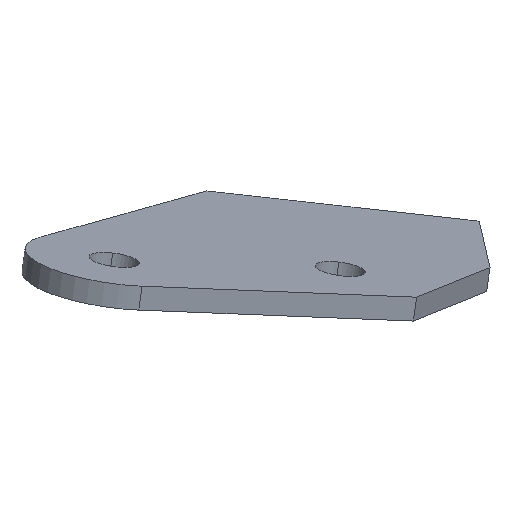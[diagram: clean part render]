
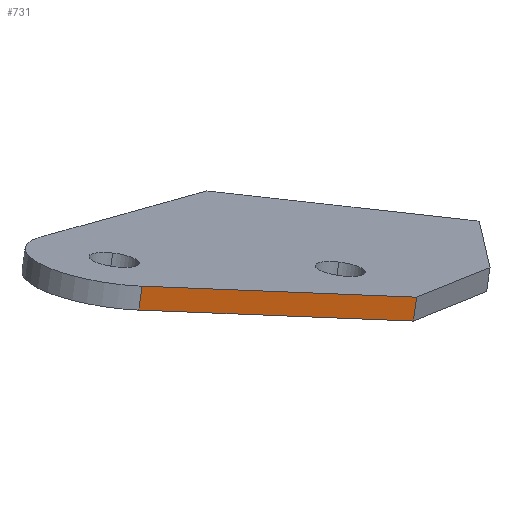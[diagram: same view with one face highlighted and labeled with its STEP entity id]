
A CAD part, isometric view. The second image highlights one B-rep face of the part: STEP entity #731.
In plain terms, the highlighted planar face has unit normal (-0.422, -0.861, 0.284).
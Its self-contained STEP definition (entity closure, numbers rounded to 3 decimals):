
#32 = PLANE('',#33);
#33 = AXIS2_PLACEMENT_3D('',#34,#35,#36);
#34 = CARTESIAN_POINT('',(97.998,-29.549,
    -32.932));
#35 = DIRECTION('',(0.332,0.145,0.932));
#36 = DIRECTION('',(0.621,0.71,-0.332));
#73 = CYLINDRICAL_SURFACE('',#74,18.);
#74 = AXIS2_PLACEMENT_3D('',#75,#76,#77);
#75 = CARTESIAN_POINT('',(-29.625,10.634,6.198)
  );
#76 = DIRECTION('',(0.332,0.145,0.932));
#77 = DIRECTION('',(0.621,0.71,-0.332));
#108 = VERTEX_POINT('',#109);
#109 = CARTESIAN_POINT('',(-37.225,-4.859,
    11.316));
#153 = EDGE_CURVE('',#108,#154,#156,.T.);
#154 = VERTEX_POINT('',#155);
#155 = CARTESIAN_POINT('',(11.99,-33.316,
    -1.753));
#156 = SURFACE_CURVE('',#157,(#161,#168),.PCURVE_S1.);
#157 = LINE('',#158,#159);
#158 = CARTESIAN_POINT('',(-37.225,-4.859,
    11.316));
#159 = VECTOR('',#160,1.);
#160 = DIRECTION('',(0.844,-0.488,-0.224));
#161 = PCURVE('',#32,#162);
#162 = DEFINITIONAL_REPRESENTATION('',(#163),#167);
#163 = LINE('',#164,#165);
#164 = CARTESIAN_POINT('',(-81.12,119.467));
#165 = VECTOR('',#166,1.);
#166 = DIRECTION('',(0.252,-0.968));
#167 = ( GEOMETRIC_REPRESENTATION_CONTEXT(2) 
PARAMETRIC_REPRESENTATION_CONTEXT() REPRESENTATION_CONTEXT('2D SPACE',''
  ) );
#168 = PCURVE('',#169,#174);
#169 = PLANE('',#170);
#170 = AXIS2_PLACEMENT_3D('',#171,#172,#173);
#171 = CARTESIAN_POINT('',(-37.225,-4.859,
    11.316));
#172 = DIRECTION('',(-0.422,-0.861,0.284));
#173 = DIRECTION('',(0.844,-0.488,-0.224));
#174 = DEFINITIONAL_REPRESENTATION('',(#175),#179);
#175 = LINE('',#176,#177);
#176 = CARTESIAN_POINT('',(0.,0.));
#177 = VECTOR('',#178,1.);
#178 = DIRECTION('',(1.,0.));
#179 = ( GEOMETRIC_REPRESENTATION_CONTEXT(2) 
PARAMETRIC_REPRESENTATION_CONTEXT() REPRESENTATION_CONTEXT('2D SPACE',''
  ) );
#197 = PLANE('',#198);
#198 = AXIS2_PLACEMENT_3D('',#199,#200,#201);
#199 = CARTESIAN_POINT('',(11.99,-33.316,
    -1.753));
#200 = DIRECTION('',(0.298,-0.954,0.043));
#201 = DIRECTION('',(0.895,0.264,-0.359));
#530 = PLANE('',#531);
#531 = AXIS2_PLACEMENT_3D('',#532,#533,#534);
#532 = CARTESIAN_POINT('',(99.656,-28.823,-28.271
    ));
#533 = DIRECTION('',(0.332,0.145,0.932));
#534 = DIRECTION('',(0.621,0.71,-0.332));
#687 = EDGE_CURVE('',#688,#154,#690,.T.);
#688 = VERTEX_POINT('',#689);
#689 = CARTESIAN_POINT('',(13.648,-32.589,2.908)
  );
#690 = SURFACE_CURVE('',#691,(#695,#702),.PCURVE_S1.);
#691 = LINE('',#692,#693);
#692 = CARTESIAN_POINT('',(13.648,-32.589,2.908)
  );
#693 = VECTOR('',#694,1.);
#694 = DIRECTION('',(-0.332,-0.145,-0.932));
#695 = PCURVE('',#197,#696);
#696 = DEFINITIONAL_REPRESENTATION('',(#697),#701);
#697 = LINE('',#698,#699);
#698 = CARTESIAN_POINT('',(0.,5.));
#699 = VECTOR('',#700,1.);
#700 = DIRECTION('',(0.,-1.));
#701 = ( GEOMETRIC_REPRESENTATION_CONTEXT(2) 
PARAMETRIC_REPRESENTATION_CONTEXT() REPRESENTATION_CONTEXT('2D SPACE',''
  ) );
#702 = PCURVE('',#169,#703);
#703 = DEFINITIONAL_REPRESENTATION('',(#704),#708);
#704 = LINE('',#705,#706);
#705 = CARTESIAN_POINT('',(58.333,5.));
#706 = VECTOR('',#707,1.);
#707 = DIRECTION('',(0.,-1.));
#708 = ( GEOMETRIC_REPRESENTATION_CONTEXT(2) 
PARAMETRIC_REPRESENTATION_CONTEXT() REPRESENTATION_CONTEXT('2D SPACE',''
  ) );
#731 = ADVANCED_FACE('',(#732),#169,.T.);
#732 = FACE_BOUND('',#733,.F.);
#733 = EDGE_LOOP('',(#734,#735,#780,#801));
#734 = ORIENTED_EDGE('',*,*,#153,.F.);
#735 = ORIENTED_EDGE('',*,*,#736,.F.);
#736 = EDGE_CURVE('',#737,#108,#739,.T.);
#737 = VERTEX_POINT('',#738);
#738 = CARTESIAN_POINT('',(-35.567,-4.132,
    15.977));
#739 = SURFACE_CURVE('',#740,(#744,#751),.PCURVE_S1.);
#740 = LINE('',#741,#742);
#741 = CARTESIAN_POINT('',(-35.567,-4.132,
    15.977));
#742 = VECTOR('',#743,1.);
#743 = DIRECTION('',(-0.332,-0.145,-0.932));
#744 = PCURVE('',#169,#745);
#745 = DEFINITIONAL_REPRESENTATION('',(#746),#750);
#746 = LINE('',#747,#748);
#747 = CARTESIAN_POINT('',(0.,5.));
#748 = VECTOR('',#749,1.);
#749 = DIRECTION('',(0.,-1.));
#750 = ( GEOMETRIC_REPRESENTATION_CONTEXT(2) 
PARAMETRIC_REPRESENTATION_CONTEXT() REPRESENTATION_CONTEXT('2D SPACE',''
  ) );
#751 = PCURVE('',#73,#752);
#752 = DEFINITIONAL_REPRESENTATION('',(#753),#779);
#753 = B_SPLINE_CURVE_WITH_KNOTS('',3,(#754,#755,#756,#757,#758,#759,
    #760,#761,#762,#763,#764,#765,#766,#767,#768,#769,#770,#771,#772,
    #773,#774,#775,#776,#777,#778),.UNSPECIFIED.,.F.,.F.,(4,1,1,1,1,1,1,
    1,1,1,1,1,1,1,1,1,1,1,1,1,1,1,4),(0.,0.227,0.455,
    0.682,0.909,1.136,1.364,
    1.591,1.818,2.045,2.273,2.5,
    2.727,2.955,3.182,3.409,
    3.636,3.864,4.091,4.318,
    4.545,4.773,5.),.QUASI_UNIFORM_KNOTS.);
#754 = CARTESIAN_POINT('',(3.396,5.));
#755 = CARTESIAN_POINT('',(3.396,4.924));
#756 = CARTESIAN_POINT('',(3.396,4.773));
#757 = CARTESIAN_POINT('',(3.396,4.545));
#758 = CARTESIAN_POINT('',(3.396,4.318));
#759 = CARTESIAN_POINT('',(3.396,4.091));
#760 = CARTESIAN_POINT('',(3.396,3.864));
#761 = CARTESIAN_POINT('',(3.396,3.636));
#762 = CARTESIAN_POINT('',(3.396,3.409));
#763 = CARTESIAN_POINT('',(3.396,3.182));
#764 = CARTESIAN_POINT('',(3.396,2.955));
#765 = CARTESIAN_POINT('',(3.396,2.727));
#766 = CARTESIAN_POINT('',(3.396,2.5));
#767 = CARTESIAN_POINT('',(3.396,2.273));
#768 = CARTESIAN_POINT('',(3.396,2.045));
#769 = CARTESIAN_POINT('',(3.396,1.818));
#770 = CARTESIAN_POINT('',(3.396,1.591));
#771 = CARTESIAN_POINT('',(3.396,1.364));
#772 = CARTESIAN_POINT('',(3.396,1.136));
#773 = CARTESIAN_POINT('',(3.396,0.909));
#774 = CARTESIAN_POINT('',(3.396,0.682));
#775 = CARTESIAN_POINT('',(3.396,0.455));
#776 = CARTESIAN_POINT('',(3.396,0.227));
#777 = CARTESIAN_POINT('',(3.396,0.076));
#778 = CARTESIAN_POINT('',(3.396,0.));
#779 = ( GEOMETRIC_REPRESENTATION_CONTEXT(2) 
PARAMETRIC_REPRESENTATION_CONTEXT() REPRESENTATION_CONTEXT('2D SPACE',''
  ) );
#780 = ORIENTED_EDGE('',*,*,#781,.F.);
#781 = EDGE_CURVE('',#688,#737,#782,.T.);
#782 = SURFACE_CURVE('',#783,(#787,#794),.PCURVE_S1.);
#783 = LINE('',#784,#785);
#784 = CARTESIAN_POINT('',(13.648,-32.589,2.908)
  );
#785 = VECTOR('',#786,1.);
#786 = DIRECTION('',(-0.844,0.488,0.224));
#787 = PCURVE('',#169,#788);
#788 = DEFINITIONAL_REPRESENTATION('',(#789),#793);
#789 = LINE('',#790,#791);
#790 = CARTESIAN_POINT('',(58.333,5.));
#791 = VECTOR('',#792,1.);
#792 = DIRECTION('',(-1.,0.));
#793 = ( GEOMETRIC_REPRESENTATION_CONTEXT(2) 
PARAMETRIC_REPRESENTATION_CONTEXT() REPRESENTATION_CONTEXT('2D SPACE',''
  ) );
#794 = PCURVE('',#530,#795);
#795 = DEFINITIONAL_REPRESENTATION('',(#796),#800);
#796 = LINE('',#797,#798);
#797 = CARTESIAN_POINT('',(-66.43,63.014));
#798 = VECTOR('',#799,1.);
#799 = DIRECTION('',(-0.252,0.968));
#800 = ( GEOMETRIC_REPRESENTATION_CONTEXT(2) 
PARAMETRIC_REPRESENTATION_CONTEXT() REPRESENTATION_CONTEXT('2D SPACE',''
  ) );
#801 = ORIENTED_EDGE('',*,*,#687,.T.);
